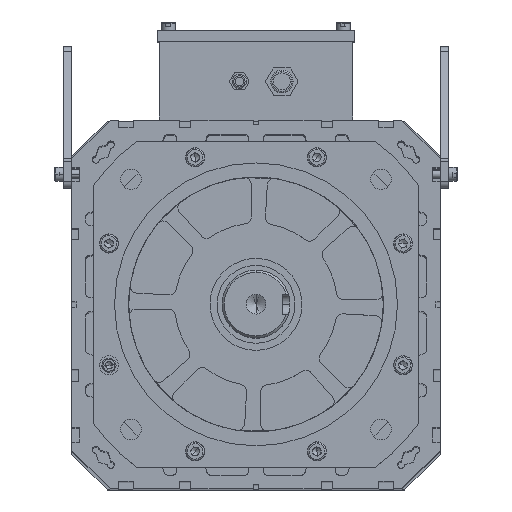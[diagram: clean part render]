
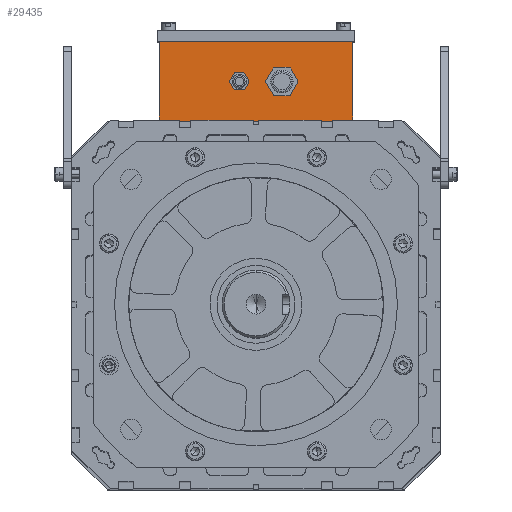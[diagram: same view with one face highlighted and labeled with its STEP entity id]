
A CAD part, top view. The second image highlights one B-rep face of the part: STEP entity #29435.
In plain terms, the highlighted planar face has unit normal (0, 0, 1).
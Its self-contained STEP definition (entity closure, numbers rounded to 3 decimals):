
#219 = PLANE ( 'NONE',  #2283 ) ;
#463 = VERTEX_POINT ( 'NONE', #15908 ) ;
#2283 = AXIS2_PLACEMENT_3D ( 'NONE', #34486, #12016, #34305 ) ;
#2954 = AXIS2_PLACEMENT_3D ( 'NONE', #28406, #4121, #31739 ) ;
#3986 = EDGE_LOOP ( 'NONE', ( #26983, #16767 ) ) ;
#4121 = DIRECTION ( 'NONE',  ( 0., 0., 1. ) ) ;
#4754 = ORIENTED_EDGE ( 'NONE', *, *, #23018, .F. ) ;
#6039 = LINE ( 'NONE', #14125, #24610 ) ;
#6057 = ORIENTED_EDGE ( 'NONE', *, *, #34999, .F. ) ;
#6832 = CIRCLE ( 'NONE', #14457, 6. ) ;
#6857 = DIRECTION ( 'NONE',  ( 0., 1., 0. ) ) ;
#7155 = CARTESIAN_POINT ( 'NONE',  ( 284.393, 598.388, -1160.154 ) ) ;
#8459 = VERTEX_POINT ( 'NONE', #24429 ) ;
#9759 = DIRECTION ( 'NONE',  ( 0., -1., 0. ) ) ;
#10301 = ORIENTED_EDGE ( 'NONE', *, *, #16629, .F. ) ;
#11717 = VERTEX_POINT ( 'NONE', #7155 ) ;
#12016 = DIRECTION ( 'NONE',  ( 0., 0., -1. ) ) ;
#12708 = VERTEX_POINT ( 'NONE', #25933 ) ;
#12766 = CIRCLE ( 'NONE', #33331, 4. ) ;
#12996 = DIRECTION ( 'NONE',  ( 0., 1., 0. ) ) ;
#13190 = VECTOR ( 'NONE', #31691, 1000. ) ;
#14097 = VERTEX_POINT ( 'NONE', #31606 ) ;
#14125 = CARTESIAN_POINT ( 'NONE',  ( 364.393, 574.388, -1160.154 ) ) ;
#14457 = AXIS2_PLACEMENT_3D ( 'NONE', #30204, #27456, #24683 ) ;
#14598 = LINE ( 'NONE', #31173, #19942 ) ;
#14881 = ORIENTED_EDGE ( 'NONE', *, *, #34329, .T. ) ;
#14947 = FACE_BOUND ( 'NONE', #3986, .T. ) ;
#15149 = DIRECTION ( 'NONE',  ( 0., 0., 1. ) ) ;
#15908 = CARTESIAN_POINT ( 'NONE',  ( 364.393, 574.388, -1160.154 ) ) ;
#15972 = VERTEX_POINT ( 'NONE', #19430 ) ;
#16629 = EDGE_CURVE ( 'NONE', #12708, #11717, #17676, .T. ) ;
#16767 = ORIENTED_EDGE ( 'NONE', *, *, #33931, .F. ) ;
#17119 = CARTESIAN_POINT ( 'NONE',  ( 364.393, 630.388, -1160.154 ) ) ;
#17676 = CIRCLE ( 'NONE', #2954, 4. ) ;
#18182 = CARTESIAN_POINT ( 'NONE',  ( 284.393, 602.388, -1160.154 ) ) ;
#19294 = AXIS2_PLACEMENT_3D ( 'NONE', #26568, #15149, #6857 ) ;
#19430 = CARTESIAN_POINT ( 'NONE',  ( 314.393, 596.388, -1160.154 ) ) ;
#19942 = VECTOR ( 'NONE', #28971, 1000. ) ;
#20470 = LINE ( 'NONE', #22853, #13190 ) ;
#20549 = VECTOR ( 'NONE', #9759, 1000. ) ;
#20886 = ORIENTED_EDGE ( 'NONE', *, *, #33066, .F. ) ;
#21188 = CARTESIAN_POINT ( 'NONE',  ( 227.893, 630.388, -1160.154 ) ) ;
#21754 = VERTEX_POINT ( 'NONE', #33692 ) ;
#22853 = CARTESIAN_POINT ( 'NONE',  ( 364.393, 630.388, -1160.154 ) ) ;
#23018 = EDGE_CURVE ( 'NONE', #14097, #26189, #20470, .T. ) ;
#23068 = FACE_BOUND ( 'NONE', #25565, .T. ) ;
#23744 = LINE ( 'NONE', #21188, #20549 ) ;
#24287 = EDGE_CURVE ( 'NONE', #21754, #15972, #6832, .T. ) ;
#24429 = CARTESIAN_POINT ( 'NONE',  ( 227.893, 574.388, -1160.154 ) ) ;
#24610 = VECTOR ( 'NONE', #25360, 1000. ) ;
#24683 = DIRECTION ( 'NONE',  ( 0., 1., 0. ) ) ;
#25360 = DIRECTION ( 'NONE',  ( 1., 0., 0. ) ) ;
#25565 = EDGE_LOOP ( 'NONE', ( #10301, #20886 ) ) ;
#25831 = FACE_OUTER_BOUND ( 'NONE', #34481, .T. ) ;
#25933 = CARTESIAN_POINT ( 'NONE',  ( 284.393, 606.388, -1160.154 ) ) ;
#26189 = VERTEX_POINT ( 'NONE', #17119 ) ;
#26568 = CARTESIAN_POINT ( 'NONE',  ( 314.393, 602.388, -1160.154 ) ) ;
#26983 = ORIENTED_EDGE ( 'NONE', *, *, #24287, .F. ) ;
#27456 = DIRECTION ( 'NONE',  ( 0., 0., 1. ) ) ;
#28406 = CARTESIAN_POINT ( 'NONE',  ( 284.393, 602.388, -1160.154 ) ) ;
#28971 = DIRECTION ( 'NONE',  ( 0., -1., 0. ) ) ;
#29435 = ADVANCED_FACE ( 'NONE', ( #25831, #14947, #23068 ), #219, .F. ) ;
#30204 = CARTESIAN_POINT ( 'NONE',  ( 314.393, 602.388, -1160.154 ) ) ;
#31173 = CARTESIAN_POINT ( 'NONE',  ( 364.393, 630.388, -1160.154 ) ) ;
#31606 = CARTESIAN_POINT ( 'NONE',  ( 227.893, 630.388, -1160.154 ) ) ;
#31691 = DIRECTION ( 'NONE',  ( 1., 0., 0. ) ) ;
#31739 = DIRECTION ( 'NONE',  ( 0., 1., 0. ) ) ;
#32365 = DIRECTION ( 'NONE',  ( 0., 0., 1. ) ) ;
#33066 = EDGE_CURVE ( 'NONE', #11717, #12708, #12766, .T. ) ;
#33331 = AXIS2_PLACEMENT_3D ( 'NONE', #18182, #32365, #12996 ) ;
#33692 = CARTESIAN_POINT ( 'NONE',  ( 314.393, 608.388, -1160.154 ) ) ;
#33758 = ORIENTED_EDGE ( 'NONE', *, *, #34644, .T. ) ;
#33931 = EDGE_CURVE ( 'NONE', #15972, #21754, #35744, .T. ) ;
#34305 = DIRECTION ( 'NONE',  ( 0., -1., 0. ) ) ;
#34329 = EDGE_CURVE ( 'NONE', #14097, #8459, #23744, .T. ) ;
#34481 = EDGE_LOOP ( 'NONE', ( #33758, #6057, #4754, #14881 ) ) ;
#34486 = CARTESIAN_POINT ( 'NONE',  ( 364.393, 630.388, -1160.154 ) ) ;
#34644 = EDGE_CURVE ( 'NONE', #8459, #463, #6039, .T. ) ;
#34999 = EDGE_CURVE ( 'NONE', #26189, #463, #14598, .T. ) ;
#35744 = CIRCLE ( 'NONE', #19294, 6. ) ;
